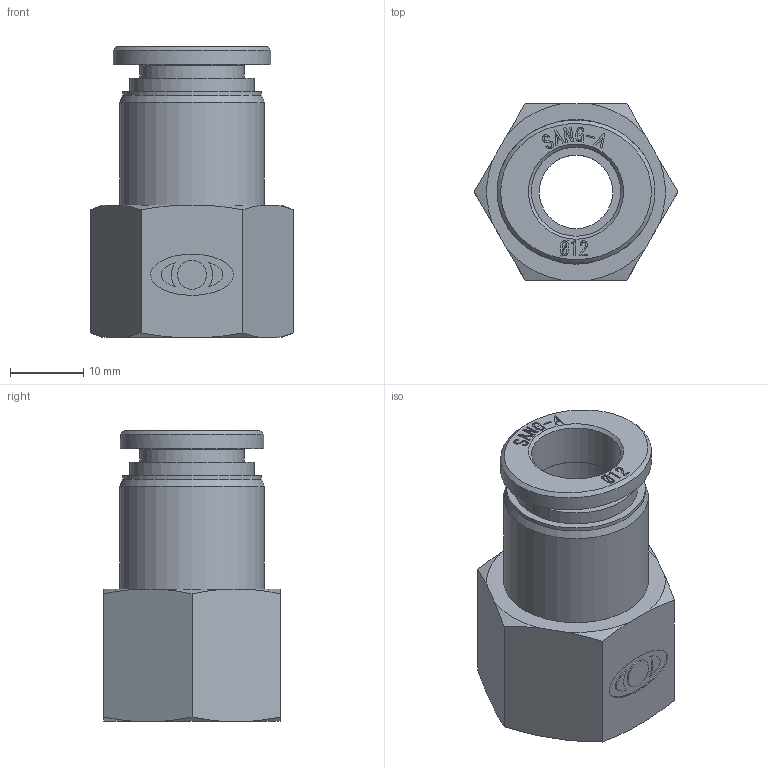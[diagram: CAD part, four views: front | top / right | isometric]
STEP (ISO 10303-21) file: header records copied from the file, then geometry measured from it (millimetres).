
FILE_DESCRIPTION((''),'2;1');
FILE_NAME('F-PCF 1204.stp','2020-11-23T15:28:43',('Administrator'),(''),'Autodesk Inventor 2013','Autodesk Inventor 2013','');
FILE_SCHEMA(('CONFIG_CONTROL_DESIGN'));
Length unit declared in the file: millimetre
Products named in the file (3): 조립품11; F-SLEEVE 12(SUS); F-PCF BODY 1204
Assembly tree (2 placements, depth 2):
  조립품11
    F-SLEEVE 12(SUS)
    F-PCF BODY 1204
Bounding box: 27.71 x 24 x 39.6 mm (x, y, z)
Volume: 8258.6 mm3; surface area: 5894.6 mm2
Topology: 2 solids, 2 shells, 253 faces, 663 edges, 441 vertices
Faces by surface type: plane 134, bspline 92, cone 17, cylinder 10
Full cylindrical faces by diameter (mm): 3.931 x1, 10 x1, 12.15 x1, 12.2 x1, 14.2 x1, 16.9 x1, 18.9 x1, 19.7 x1
Entity records: 7952 total; most frequent: CARTESIAN_POINT 2345, ORIENTED_EDGE 1290, DIRECTION 821, EDGE_CURVE 645, VERTEX_POINT 438, VECTOR 401, LINE 401, EDGE_LOOP 299
